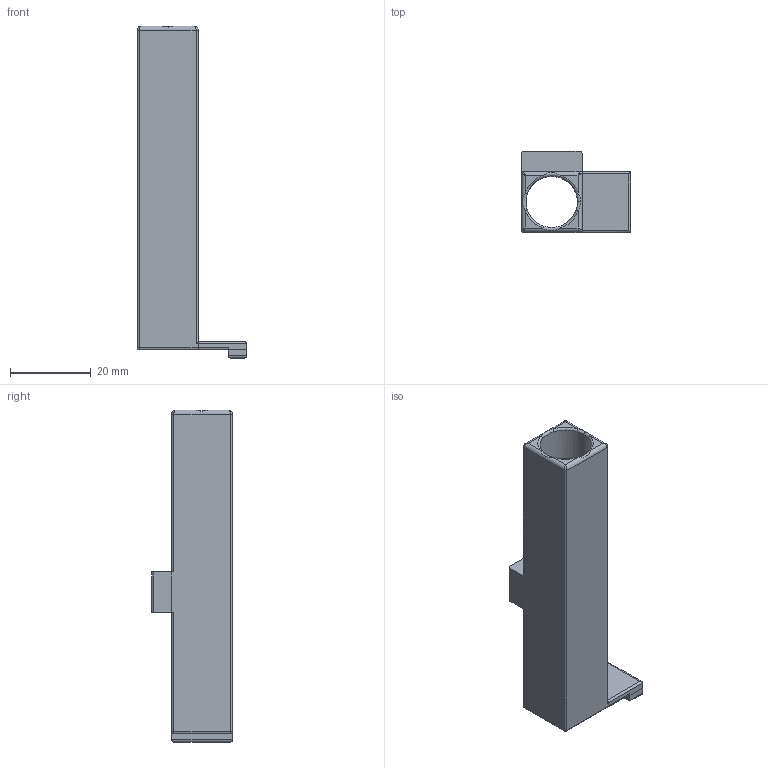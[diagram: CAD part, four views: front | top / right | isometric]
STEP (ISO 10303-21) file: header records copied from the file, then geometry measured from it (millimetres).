
FILE_DESCRIPTION(('FreeCAD Model'),'2;1');
FILE_NAME('spender.step','2024-01-24T18:05:50',('Author'),(''), 'Open CASCADE STEP processor 7.3','FreeCAD','Unknown');
FILE_SCHEMA(('AUTOMOTIVE_DESIGN { 1 0 10303 214 1 1 1 1 }'));
Length unit declared in the file: millimetre
Products named in the file (1): Body001
Bounding box: 27 x 20 x 82 mm (x, y, z)
Volume: 8616.6 mm3; surface area: 9021.6 mm2
Topology: 1 solids, 1 shells, 102 faces, 252 edges, 136 vertices
Faces by surface type: cylinder 37, plane 33, bspline 21, torus 9, sphere 2
Full cylindrical faces by diameter (mm): 12.7 x1
Entity records: 8323 total; most frequent: CARTESIAN_POINT 3782, DIRECTION 786, LINE 492, VECTOR 492, ORIENTED_EDGE 476, PCURVE 476, DEFINITIONAL_REPRESENTATION 476, EDGE_CURVE 238
